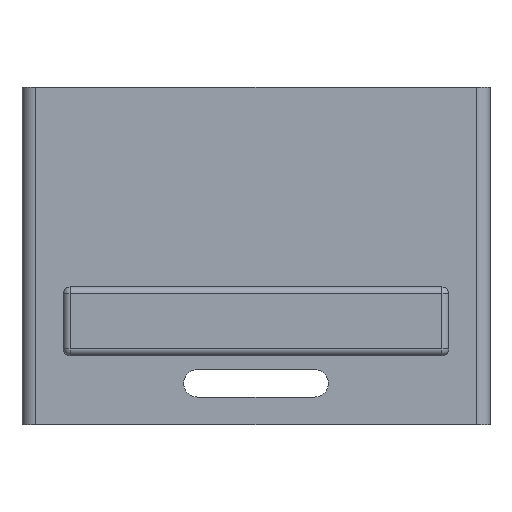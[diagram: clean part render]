
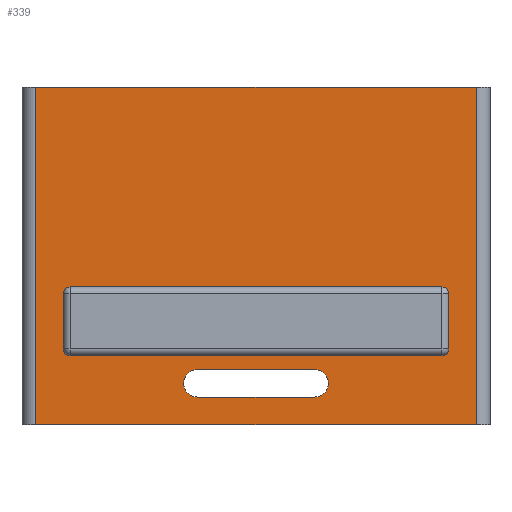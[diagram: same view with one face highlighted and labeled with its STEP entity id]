
A CAD part, left-side view. The second image highlights one B-rep face of the part: STEP entity #339.
In plain terms, the highlighted planar face has unit normal (-1, 0, 0).
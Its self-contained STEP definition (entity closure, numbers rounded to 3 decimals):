
#91 = EDGE_CURVE('',#92,#94,#96,.T.);
#92 = VERTEX_POINT('',#93);
#93 = CARTESIAN_POINT('',(-49.,-27.,10.));
#94 = VERTEX_POINT('',#95);
#95 = CARTESIAN_POINT('',(-49.,11.,10.));
#96 = LINE('',#97,#98);
#97 = CARTESIAN_POINT('',(-49.,-28.,10.));
#98 = VECTOR('',#99,1.);
#99 = DIRECTION('',(0.,1.,0.));
#118 = VERTEX_POINT('',#119);
#119 = CARTESIAN_POINT('',(-49.,27.,10.));
#125 = EDGE_CURVE('',#126,#118,#128,.T.);
#126 = VERTEX_POINT('',#127);
#127 = CARTESIAN_POINT('',(-49.,18.,10.));
#128 = LINE('',#129,#130);
#129 = CARTESIAN_POINT('',(-49.,-28.,10.));
#130 = VECTOR('',#131,1.);
#131 = DIRECTION('',(0.,1.,0.));
#133 = EDGE_CURVE('',#126,#94,#134,.T.);
#134 = LINE('',#135,#136);
#135 = CARTESIAN_POINT('',(-49.,19.,10.));
#136 = VECTOR('',#137,1.);
#137 = DIRECTION('',(0.,-1.,0.));
#339 = ADVANCED_FACE('',(#340,#403,#437),#473,.F.);
#340 = FACE_BOUND('',#341,.F.);
#341 = EDGE_LOOP('',(#342,#343,#344,#345,#354,#362,#371,#379,#388,#396)
  );
#342 = ORIENTED_EDGE('',*,*,#125,.F.);
#343 = ORIENTED_EDGE('',*,*,#133,.T.);
#344 = ORIENTED_EDGE('',*,*,#91,.F.);
#345 = ORIENTED_EDGE('',*,*,#346,.T.);
#346 = EDGE_CURVE('',#92,#347,#349,.T.);
#347 = VERTEX_POINT('',#348);
#348 = CARTESIAN_POINT('',(-49.,-28.,11.));
#349 = CIRCLE('',#350,1.);
#350 = AXIS2_PLACEMENT_3D('',#351,#352,#353);
#351 = CARTESIAN_POINT('',(-49.,-27.,11.));
#352 = DIRECTION('',(-1.,0.,0.));
#353 = DIRECTION('',(0.,-1.,0.));
#354 = ORIENTED_EDGE('',*,*,#355,.F.);
#355 = EDGE_CURVE('',#356,#347,#358,.T.);
#356 = VERTEX_POINT('',#357);
#357 = CARTESIAN_POINT('',(-49.,-28.,19.));
#358 = LINE('',#359,#360);
#359 = CARTESIAN_POINT('',(-49.,-28.,20.));
#360 = VECTOR('',#361,1.);
#361 = DIRECTION('',(0.,0.,-1.));
#362 = ORIENTED_EDGE('',*,*,#363,.F.);
#363 = EDGE_CURVE('',#364,#356,#366,.T.);
#364 = VERTEX_POINT('',#365);
#365 = CARTESIAN_POINT('',(-49.,-27.,20.));
#366 = CIRCLE('',#367,1.);
#367 = AXIS2_PLACEMENT_3D('',#368,#369,#370);
#368 = CARTESIAN_POINT('',(-49.,-27.,19.));
#369 = DIRECTION('',(1.,0.,0.));
#370 = DIRECTION('',(0.,-1.,0.));
#371 = ORIENTED_EDGE('',*,*,#372,.F.);
#372 = EDGE_CURVE('',#373,#364,#375,.T.);
#373 = VERTEX_POINT('',#374);
#374 = CARTESIAN_POINT('',(-49.,27.,20.));
#375 = LINE('',#376,#377);
#376 = CARTESIAN_POINT('',(-49.,28.,20.));
#377 = VECTOR('',#378,1.);
#378 = DIRECTION('',(0.,-1.,-0.));
#379 = ORIENTED_EDGE('',*,*,#380,.F.);
#380 = EDGE_CURVE('',#381,#373,#383,.T.);
#381 = VERTEX_POINT('',#382);
#382 = CARTESIAN_POINT('',(-49.,28.,19.));
#383 = CIRCLE('',#384,1.);
#384 = AXIS2_PLACEMENT_3D('',#385,#386,#387);
#385 = CARTESIAN_POINT('',(-49.,27.,19.));
#386 = DIRECTION('',(1.,0.,0.));
#387 = DIRECTION('',(0.,-1.,0.));
#388 = ORIENTED_EDGE('',*,*,#389,.F.);
#389 = EDGE_CURVE('',#390,#381,#392,.T.);
#390 = VERTEX_POINT('',#391);
#391 = CARTESIAN_POINT('',(-49.,28.,11.));
#392 = LINE('',#393,#394);
#393 = CARTESIAN_POINT('',(-49.,28.,10.));
#394 = VECTOR('',#395,1.);
#395 = DIRECTION('',(0.,0.,1.));
#396 = ORIENTED_EDGE('',*,*,#397,.F.);
#397 = EDGE_CURVE('',#118,#390,#398,.T.);
#398 = CIRCLE('',#399,1.);
#399 = AXIS2_PLACEMENT_3D('',#400,#401,#402);
#400 = CARTESIAN_POINT('',(-49.,27.,11.));
#401 = DIRECTION('',(1.,0.,0.));
#402 = DIRECTION('',(0.,-1.,0.));
#403 = FACE_BOUND('',#404,.F.);
#404 = EDGE_LOOP('',(#405,#415,#423,#431));
#405 = ORIENTED_EDGE('',*,*,#406,.F.);
#406 = EDGE_CURVE('',#407,#409,#411,.T.);
#407 = VERTEX_POINT('',#408);
#408 = CARTESIAN_POINT('',(-49.,32.,0.));
#409 = VERTEX_POINT('',#410);
#410 = CARTESIAN_POINT('',(-49.,-32.,0.));
#411 = LINE('',#412,#413);
#412 = CARTESIAN_POINT('',(-49.,34.,0.));
#413 = VECTOR('',#414,1.);
#414 = DIRECTION('',(0.,-1.,0.));
#415 = ORIENTED_EDGE('',*,*,#416,.T.);
#416 = EDGE_CURVE('',#407,#417,#419,.T.);
#417 = VERTEX_POINT('',#418);
#418 = CARTESIAN_POINT('',(-49.,32.,49.));
#419 = LINE('',#420,#421);
#420 = CARTESIAN_POINT('',(-49.,32.,0.));
#421 = VECTOR('',#422,1.);
#422 = DIRECTION('',(0.,0.,1.));
#423 = ORIENTED_EDGE('',*,*,#424,.T.);
#424 = EDGE_CURVE('',#417,#425,#427,.T.);
#425 = VERTEX_POINT('',#426);
#426 = CARTESIAN_POINT('',(-49.,-32.,49.));
#427 = LINE('',#428,#429);
#428 = CARTESIAN_POINT('',(-49.,34.,49.));
#429 = VECTOR('',#430,1.);
#430 = DIRECTION('',(0.,-1.,0.));
#431 = ORIENTED_EDGE('',*,*,#432,.F.);
#432 = EDGE_CURVE('',#409,#425,#433,.T.);
#433 = LINE('',#434,#435);
#434 = CARTESIAN_POINT('',(-49.,-32.,0.));
#435 = VECTOR('',#436,1.);
#436 = DIRECTION('',(0.,0.,1.));
#437 = FACE_BOUND('',#438,.F.);
#438 = EDGE_LOOP('',(#439,#450,#458,#467));
#439 = ORIENTED_EDGE('',*,*,#440,.T.);
#440 = EDGE_CURVE('',#441,#443,#445,.T.);
#441 = VERTEX_POINT('',#442);
#442 = CARTESIAN_POINT('',(-49.,8.5,8.));
#443 = VERTEX_POINT('',#444);
#444 = CARTESIAN_POINT('',(-49.,8.5,4.));
#445 = CIRCLE('',#446,2.);
#446 = AXIS2_PLACEMENT_3D('',#447,#448,#449);
#447 = CARTESIAN_POINT('',(-49.,8.5,6.));
#448 = DIRECTION('',(-1.,0.,0.));
#449 = DIRECTION('',(0.,-1.,0.));
#450 = ORIENTED_EDGE('',*,*,#451,.T.);
#451 = EDGE_CURVE('',#443,#452,#454,.T.);
#452 = VERTEX_POINT('',#453);
#453 = CARTESIAN_POINT('',(-49.,-8.5,4.));
#454 = LINE('',#455,#456);
#455 = CARTESIAN_POINT('',(-49.,8.5,4.));
#456 = VECTOR('',#457,1.);
#457 = DIRECTION('',(0.,-1.,0.));
#458 = ORIENTED_EDGE('',*,*,#459,.T.);
#459 = EDGE_CURVE('',#452,#460,#462,.T.);
#460 = VERTEX_POINT('',#461);
#461 = CARTESIAN_POINT('',(-49.,-8.5,8.));
#462 = CIRCLE('',#463,2.);
#463 = AXIS2_PLACEMENT_3D('',#464,#465,#466);
#464 = CARTESIAN_POINT('',(-49.,-8.5,6.));
#465 = DIRECTION('',(-1.,0.,0.));
#466 = DIRECTION('',(0.,-1.,0.));
#467 = ORIENTED_EDGE('',*,*,#468,.T.);
#468 = EDGE_CURVE('',#460,#441,#469,.T.);
#469 = LINE('',#470,#471);
#470 = CARTESIAN_POINT('',(-49.,-8.5,8.));
#471 = VECTOR('',#472,1.);
#472 = DIRECTION('',(0.,1.,0.));
#473 = PLANE('',#474);
#474 = AXIS2_PLACEMENT_3D('',#475,#476,#477);
#475 = CARTESIAN_POINT('',(-49.,34.,0.));
#476 = DIRECTION('',(1.,0.,0.));
#477 = DIRECTION('',(0.,-1.,0.));
